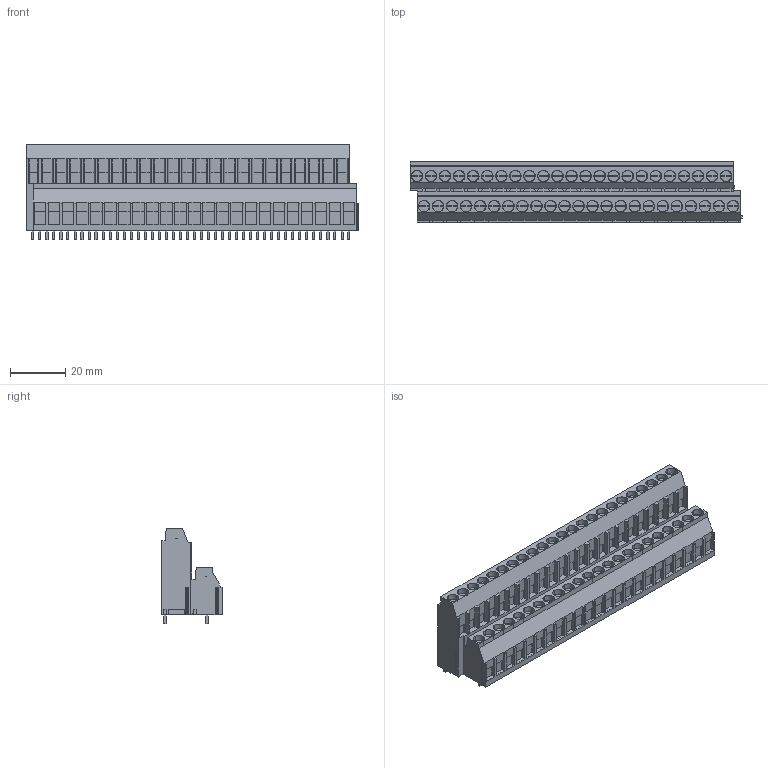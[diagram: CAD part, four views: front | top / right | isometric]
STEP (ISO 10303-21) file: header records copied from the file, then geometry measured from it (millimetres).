
FILE_DESCRIPTION(('CATIA V5 STEP','CAx-IF Rec.Pracs.--- Model Styling and Organization---1.4--- 2014-01-23'),'2;1');
FILE_NAME ('212546-1_0', '2024-03-18T12:50:55+00:00', ('none'), ('Weidmueller'), 'CATIA Version 5-6 Release 2016 SP3 HF44', 'CATIA V5 STEP AP214', 'none');
FILE_SCHEMA(('AUTOMOTIVE_DESIGN { 1 0 10303 214 1 1 1 1 }'));
Products named in the file (1): 1977670000
Bounding box: 120.03 x 21.94 x 34.47 mm (x, y, z)
Volume: 49760.1 mm3; surface area: 23317.3 mm2
Topology: 93 solids, 93 shells, 2536 faces, 7296 edges, 4993 vertices
Faces by surface type: plane 2352, cylinder 184
Entity records: 75357 total; most frequent: ORIENTED_EDGE 14592, CARTESIAN_POINT 14490, DIRECTION 9335, EDGE_CURVE 7296, VECTOR 6431, LINE 6431, VERTEX_POINT 4993, EDGE_LOOP 2583
